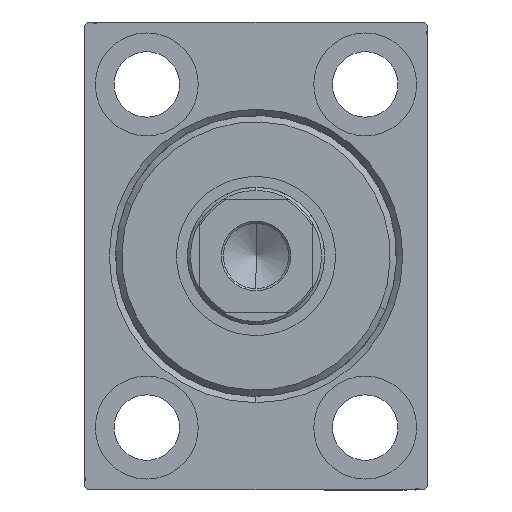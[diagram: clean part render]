
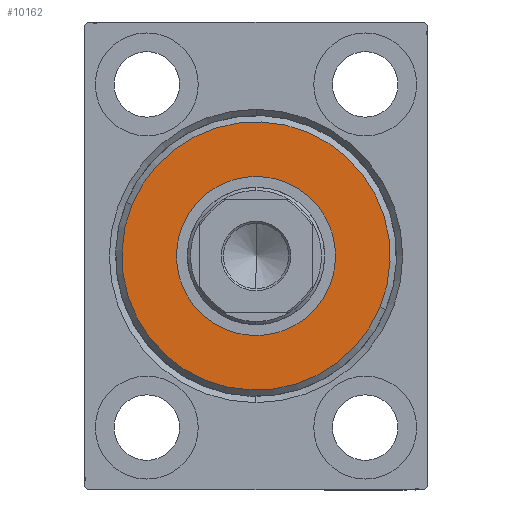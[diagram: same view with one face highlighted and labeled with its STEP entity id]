
A CAD part, left-side view. The second image highlights one B-rep face of the part: STEP entity #10162.
In plain terms, the highlighted face is planar.
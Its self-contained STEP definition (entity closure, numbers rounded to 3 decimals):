
#1331 = CARTESIAN_POINT ( 'NONE',  ( 3., 0., 0. ) ) ;
#1422 = CARTESIAN_POINT ( 'NONE',  ( 3., 0., 0. ) ) ;
#2204 = DIRECTION ( 'NONE',  ( 0., 0., -1. ) ) ;
#2401 = CIRCLE ( 'NONE', #36526, 12.75 ) ;
#3035 = VERTEX_POINT ( 'NONE', #43858 ) ;
#3365 = ORIENTED_EDGE ( 'NONE', *, *, #40869, .T. ) ;
#4105 = DIRECTION ( 'NONE',  ( 1., 0., 0. ) ) ;
#5811 = ORIENTED_EDGE ( 'NONE', *, *, #14717, .T. ) ;
#6748 = FACE_BOUND ( 'NONE', #38900, .T. ) ;
#7497 = EDGE_CURVE ( 'NONE', #8751, #3035, #13528, .T. ) ;
#8751 = VERTEX_POINT ( 'NONE', #28024 ) ;
#9067 = EDGE_LOOP ( 'NONE', ( #32393, #5811 ) ) ;
#10162 = ADVANCED_FACE ( 'NONE', ( #10750, #6748 ), #37004, .T. ) ;
#10274 = CARTESIAN_POINT ( 'NONE',  ( 3., 0., -12.75 ) ) ;
#10750 = FACE_OUTER_BOUND ( 'NONE', #9067, .T. ) ;
#10874 = AXIS2_PLACEMENT_3D ( 'NONE', #1422, #4105, #17909 ) ;
#11138 = DIRECTION ( 'NONE',  ( 0., 0., -1. ) ) ;
#12110 = DIRECTION ( 'NONE',  ( 1., 0., 0. ) ) ;
#13054 = AXIS2_PLACEMENT_3D ( 'NONE', #20984, #23872, #26773 ) ;
#13528 = CIRCLE ( 'NONE', #24869, 21.5 ) ;
#14717 = EDGE_CURVE ( 'NONE', #3035, #8751, #27225, .T. ) ;
#16012 = DIRECTION ( 'NONE',  ( -1., 0., 0. ) ) ;
#17909 = DIRECTION ( 'NONE',  ( 0., 0., -1. ) ) ;
#17966 = EDGE_CURVE ( 'NONE', #32152, #41533, #2401, .T. ) ;
#18031 = DIRECTION ( 'NONE',  ( -1., 0., 0. ) ) ;
#20984 = CARTESIAN_POINT ( 'NONE',  ( 3., 0., 0. ) ) ;
#21430 = ORIENTED_EDGE ( 'NONE', *, *, #17966, .T. ) ;
#22553 = DIRECTION ( 'NONE',  ( 0., 0., -1. ) ) ;
#23872 = DIRECTION ( 'NONE',  ( 1., 0., 0. ) ) ;
#24869 = AXIS2_PLACEMENT_3D ( 'NONE', #38586, #12110, #22553 ) ;
#25355 = CARTESIAN_POINT ( 'NONE',  ( 3., 0., 0. ) ) ;
#26773 = DIRECTION ( 'NONE',  ( 0., 0., -1. ) ) ;
#27225 = CIRCLE ( 'NONE', #10874, 21.5 ) ;
#28024 = CARTESIAN_POINT ( 'NONE',  ( 3., 0., 21.5 ) ) ;
#28066 = CARTESIAN_POINT ( 'NONE',  ( 3., 0., 12.75 ) ) ;
#28341 = AXIS2_PLACEMENT_3D ( 'NONE', #1331, #18031, #11138 ) ;
#32152 = VERTEX_POINT ( 'NONE', #10274 ) ;
#32393 = ORIENTED_EDGE ( 'NONE', *, *, #7497, .T. ) ;
#36526 = AXIS2_PLACEMENT_3D ( 'NONE', #25355, #16012, #2204 ) ;
#37004 = PLANE ( 'NONE',  #13054 ) ;
#38300 = CIRCLE ( 'NONE', #28341, 12.75 ) ;
#38586 = CARTESIAN_POINT ( 'NONE',  ( 3., 0., 0. ) ) ;
#38900 = EDGE_LOOP ( 'NONE', ( #3365, #21430 ) ) ;
#40869 = EDGE_CURVE ( 'NONE', #41533, #32152, #38300, .T. ) ;
#41533 = VERTEX_POINT ( 'NONE', #28066 ) ;
#43858 = CARTESIAN_POINT ( 'NONE',  ( 3., 0., -21.5 ) ) ;
